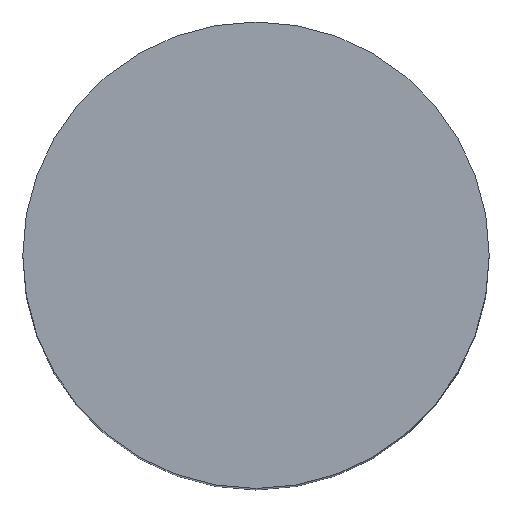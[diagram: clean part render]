
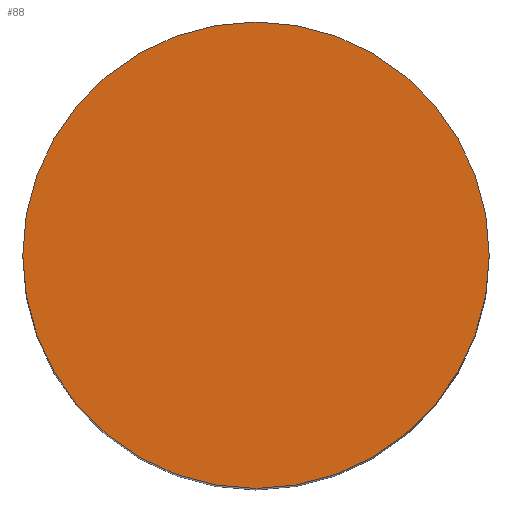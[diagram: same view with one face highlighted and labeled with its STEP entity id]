
A CAD part, top view. The second image highlights one B-rep face of the part: STEP entity #88.
In plain terms, the highlighted planar face has unit normal (0, 0, 1).
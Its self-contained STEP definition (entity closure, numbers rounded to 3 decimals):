
#2 = AXIS2_PLACEMENT_3D ( 'NONE', #8, #82, #132 ) ;
#8 = CARTESIAN_POINT ( 'NONE',  ( 0., 0., 9. ) ) ;
#16 = AXIS2_PLACEMENT_3D ( 'NONE', #133, #20, #52 ) ;
#20 = DIRECTION ( 'NONE',  ( 0., 0., 1. ) ) ;
#22 = CARTESIAN_POINT ( 'NONE',  ( -2.45, 0., 9. ) ) ;
#25 = VERTEX_POINT ( 'NONE', #22 ) ;
#35 = EDGE_CURVE ( 'NONE', #83, #25, #61, .T. ) ;
#39 = FACE_OUTER_BOUND ( 'NONE', #69, .T. ) ;
#52 = DIRECTION ( 'NONE',  ( 1., 0., 0. ) ) ;
#59 = ORIENTED_EDGE ( 'NONE', *, *, #35, .T. ) ;
#61 = CIRCLE ( 'NONE', #16, 2.45 ) ;
#64 = CARTESIAN_POINT ( 'NONE',  ( 0., 0., 9. ) ) ;
#65 = DIRECTION ( 'NONE',  ( 1., 0., 0. ) ) ;
#69 = EDGE_LOOP ( 'NONE', ( #122, #59 ) ) ;
#71 = CARTESIAN_POINT ( 'NONE',  ( 2.45, 0., 9. ) ) ;
#77 = AXIS2_PLACEMENT_3D ( 'NONE', #64, #97, #65 ) ;
#78 = EDGE_CURVE ( 'NONE', #25, #83, #130, .T. ) ;
#82 = DIRECTION ( 'NONE',  ( 0., 0., 1. ) ) ;
#83 = VERTEX_POINT ( 'NONE', #71 ) ;
#88 = ADVANCED_FACE ( 'NONE', ( #39 ), #109, .T. ) ;
#97 = DIRECTION ( 'NONE',  ( 0., 0., 1. ) ) ;
#109 = PLANE ( 'NONE',  #2 ) ;
#122 = ORIENTED_EDGE ( 'NONE', *, *, #78, .T. ) ;
#130 = CIRCLE ( 'NONE', #77, 2.45 ) ;
#132 = DIRECTION ( 'NONE',  ( 1., 0., 0. ) ) ;
#133 = CARTESIAN_POINT ( 'NONE',  ( 0., 0., 9. ) ) ;
